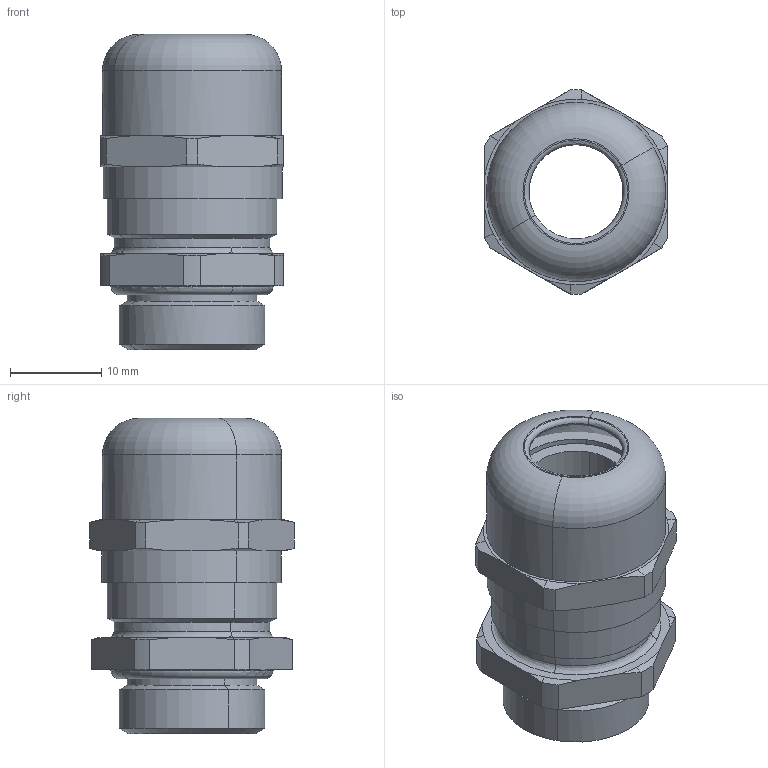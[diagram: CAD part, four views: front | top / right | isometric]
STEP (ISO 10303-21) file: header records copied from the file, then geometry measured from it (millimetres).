
FILE_DESCRIPTION(('CATIA V5R24 STEP','CAx-IF Rec.Pracs.--- Model Styling and Organization---1.2---2011-12-15'),'2;1');
FILE_NAME ('D1458938_0', '2018-03-26T05:31:51+00:00', ('Weidmueller Interface'), ('Weidmueller'), 'CATIA Version 5-6 Release 2014 SP4 HF52', 'CATIA V5 STEP AP214', 'none');
FILE_SCHEMA(('AUTOMOTIVE_DESIGN { 1 0 10303 214 1 1 1 1 }'));
Length unit declared in the file: millimetre
Products named in the file (1): VG M16-1/MS
Bounding box: 20 x 22.4 x 34.5 mm (x, y, z)
Volume: 5272.4 mm3; surface area: 7459.5 mm2
Topology: 4 solids, 5 shells, 148 faces, 349 edges, 217 vertices
Faces by surface type: cone 56, cylinder 44, plane 28, torus 16, bspline 4
Entity records: 4820 total; most frequent: CARTESIAN_POINT 1429, ORIENTED_EDGE 698, DIRECTION 551, EDGE_CURVE 349, AXIS2_PLACEMENT_3D 286, VERTEX_POINT 217, EDGE_LOOP 164, ADVANCED_FACE 148
